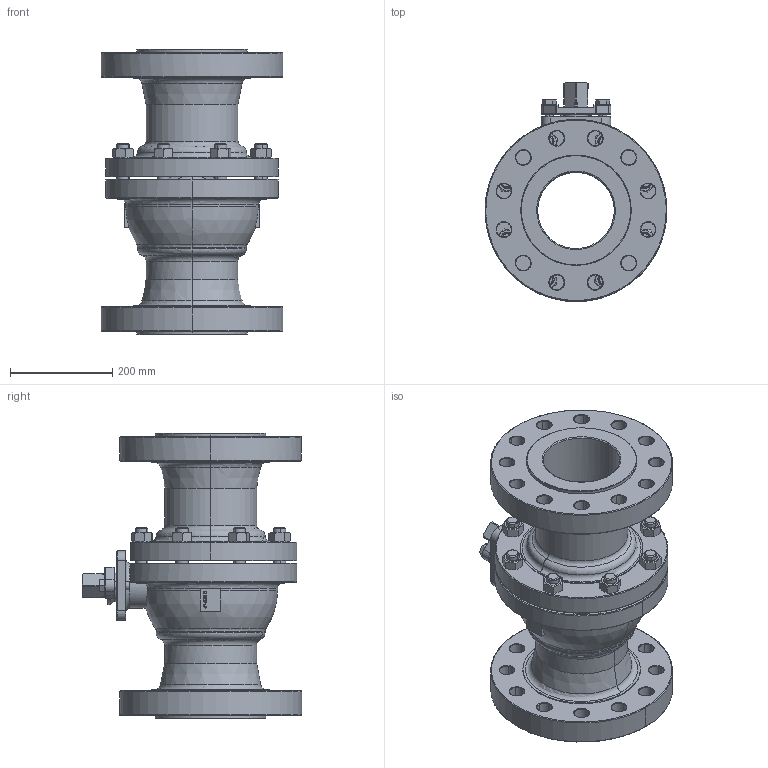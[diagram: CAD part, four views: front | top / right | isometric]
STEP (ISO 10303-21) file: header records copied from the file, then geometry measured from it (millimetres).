
FILE_DESCRIPTION (( 'STEP AP214' ), '1' );
FILE_NAME ('FM-F6-0600-XXX.step', '2019-10-30T12:43:44', ( '' ), ( '' ), 'SwSTEP 2.0', 'SolidWorks 2019', '' );
FILE_SCHEMA (( 'AUTOMOTIVE_DESIGN' ));
Length unit declared in the file: inch
Products named in the file (1): FM-F6-0600-XXX
Bounding box: 356 x 429 x 559 mm (x, y, z)
Surface area: 1276513.1 mm2 (no closed solid volume)
Topology: 0 solids, 42 shells, 626 faces, 1740 edges, 1150 vertices
Faces by surface type: plane 193, cylinder 176, cone 170, torus 59, bspline 26, sphere 2
Entity records: 49970 total; most frequent: CARTESIAN_POINT 29445, ORIENTED_EDGE 3030, EDGE_CURVE 1740, B_SPLINE_CURVE_WITH_KNOTS 1692, DIRECTION 1270, VERTEX_POINT 1150, EDGE_LOOP 742, LENGTH_MEASURE_WITH_UNIT 628
